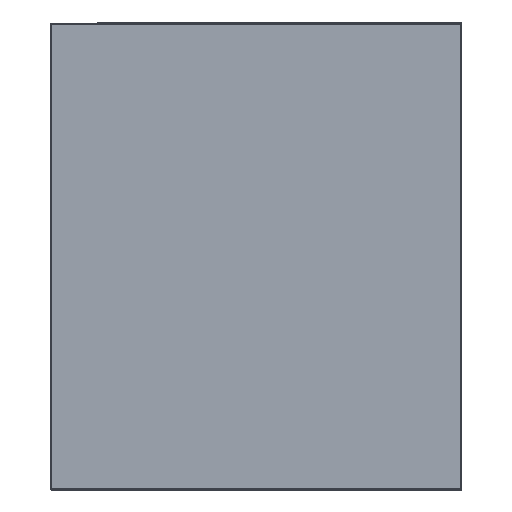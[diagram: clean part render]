
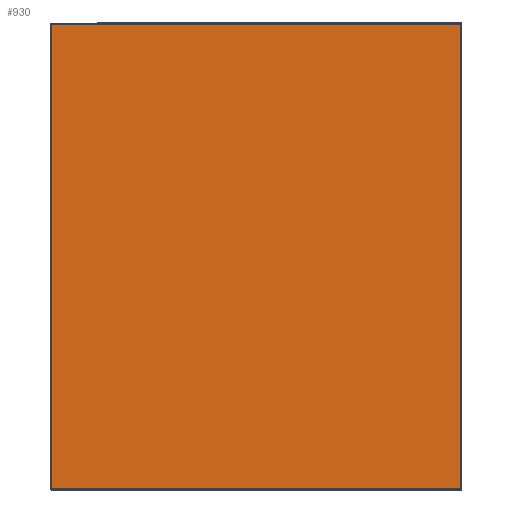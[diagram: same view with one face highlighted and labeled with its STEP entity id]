
A CAD part, left-side view. The second image highlights one B-rep face of the part: STEP entity #930.
In plain terms, the highlighted planar face has unit normal (-1, 0, 0).
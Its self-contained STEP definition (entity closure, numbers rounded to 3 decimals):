
#1 = EDGE_CURVE ( 'NONE', #2376, #2439, #2332, .T. ) ;
#83 = CARTESIAN_POINT ( 'NONE',  ( -397.5, 400., -228.5 ) ) ;
#167 = VECTOR ( 'NONE', #284, 1000. ) ;
#194 = AXIS2_PLACEMENT_3D ( 'NONE', #83, #1236, #2113 ) ;
#284 = DIRECTION ( 'NONE',  ( 0., 0., -1. ) ) ;
#377 = EDGE_CURVE ( 'NONE', #2548, #2376, #1398, .T. ) ;
#413 = EDGE_CURVE ( 'NONE', #2439, #1274, #727, .T. ) ;
#511 = LINE ( 'NONE', #1207, #1184 ) ;
#526 = CARTESIAN_POINT ( 'NONE',  ( -397.5, 399., -227.5 ) ) ;
#727 = LINE ( 'NONE', #2095, #1847 ) ;
#753 = CARTESIAN_POINT ( 'NONE',  ( -397.5, 399., -228.5 ) ) ;
#768 = ORIENTED_EDGE ( 'NONE', *, *, #413, .T. ) ;
#930 = ADVANCED_FACE ( 'NONE', ( #1194 ), #2128, .T. ) ;
#969 = ORIENTED_EDGE ( 'NONE', *, *, #377, .T. ) ;
#974 = EDGE_LOOP ( 'NONE', ( #969, #2773, #768, #1066 ) ) ;
#1066 = ORIENTED_EDGE ( 'NONE', *, *, #2257, .T. ) ;
#1077 = CARTESIAN_POINT ( 'NONE',  ( -397.5, 399., 224.086 ) ) ;
#1184 = VECTOR ( 'NONE', #2130, 1000. ) ;
#1194 = FACE_OUTER_BOUND ( 'NONE', #974, .T. ) ;
#1207 = CARTESIAN_POINT ( 'NONE',  ( -397.5, 400., 224.086 ) ) ;
#1236 = DIRECTION ( 'NONE',  ( -1., 0., 0. ) ) ;
#1274 = VERTEX_POINT ( 'NONE', #2572 ) ;
#1398 = LINE ( 'NONE', #753, #167 ) ;
#1700 = CARTESIAN_POINT ( 'NONE',  ( -397.5, 400., -227.5 ) ) ;
#1847 = VECTOR ( 'NONE', #2562, 1000. ) ;
#1988 = CARTESIAN_POINT ( 'NONE',  ( -397.5, 1., -227.5 ) ) ;
#2095 = CARTESIAN_POINT ( 'NONE',  ( -397.5, 1., -228.5 ) ) ;
#2113 = DIRECTION ( 'NONE',  ( 0., 0., 1. ) ) ;
#2128 = PLANE ( 'NONE',  #194 ) ;
#2130 = DIRECTION ( 'NONE',  ( 0., 1., 0. ) ) ;
#2257 = EDGE_CURVE ( 'NONE', #1274, #2548, #511, .T. ) ;
#2332 = LINE ( 'NONE', #1700, #2794 ) ;
#2376 = VERTEX_POINT ( 'NONE', #526 ) ;
#2439 = VERTEX_POINT ( 'NONE', #1988 ) ;
#2548 = VERTEX_POINT ( 'NONE', #1077 ) ;
#2562 = DIRECTION ( 'NONE',  ( 0., 0., 1. ) ) ;
#2572 = CARTESIAN_POINT ( 'NONE',  ( -397.5, 1., 224.086 ) ) ;
#2609 = DIRECTION ( 'NONE',  ( 0., -1., 0. ) ) ;
#2773 = ORIENTED_EDGE ( 'NONE', *, *, #1, .T. ) ;
#2794 = VECTOR ( 'NONE', #2609, 1000. ) ;
